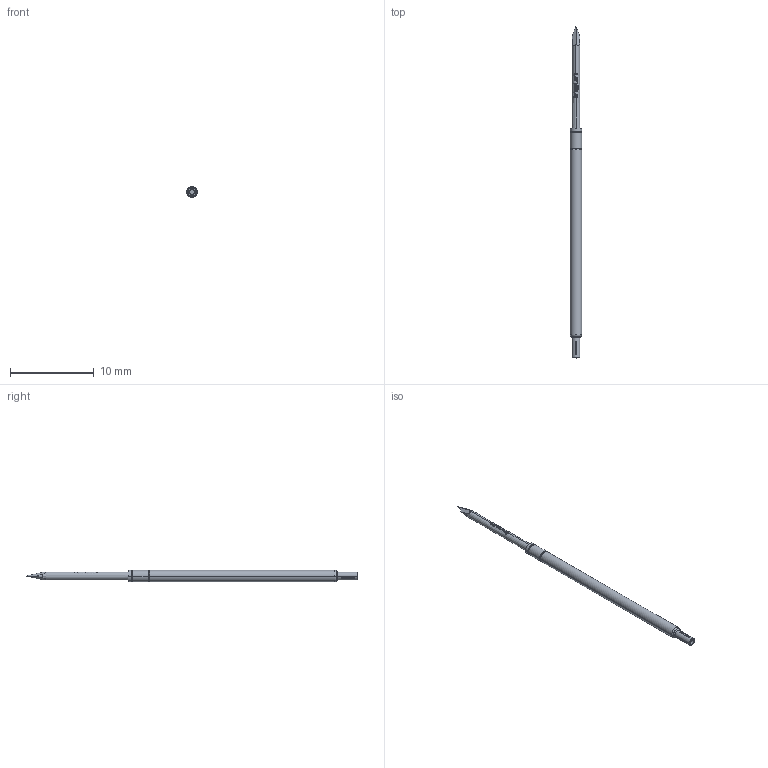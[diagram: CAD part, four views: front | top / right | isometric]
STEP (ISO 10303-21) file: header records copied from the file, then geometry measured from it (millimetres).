
FILE_DESCRIPTION (( 'STEP AP203' ), '1' );
FILE_NAME ('INGUN_S-075_291_090_A_xx00_L.STEP', '2022-01-27T14:32:05', ( 'ochi' ), ( '' ), 'SwSTEP 2.0', 'SolidWorks 2018', '' );
FILE_SCHEMA (( 'CONFIG_CONTROL_DESIGN' ));
Length unit declared in the file: millimetre
Products named in the file (1): INGUN_S-075_291_090_A_xx00_L
Bounding box: 1.37 x 39.62 x 1.37 mm (x, y, z)
Volume: 44.3 mm3; surface area: 155.4 mm2
Topology: 1 solids, 1 shells, 138 faces, 358 edges, 231 vertices
Faces by surface type: bspline 74, cylinder 25, torus 14, plane 13, cone 12
Entity records: 6409 total; most frequent: CARTESIAN_POINT 3604, ORIENTED_EDGE 716, EDGE_CURVE 358, DIRECTION 320, VERTEX_POINT 231, B_SPLINE_CURVE_WITH_KNOTS 230, EDGE_LOOP 147, FACE_OUTER_BOUND 138
